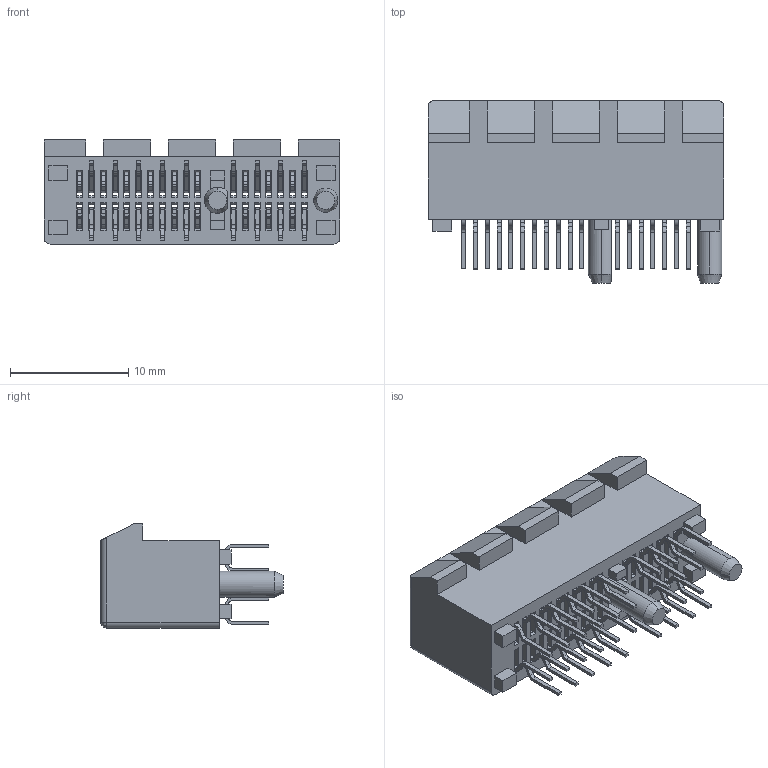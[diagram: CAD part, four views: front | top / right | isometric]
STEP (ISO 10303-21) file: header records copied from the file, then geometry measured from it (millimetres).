
FILE_DESCRIPTION (( 'STEP AP214' ), '1' );
FILE_NAME ('10018784-10210TLF.STEP', '2019-03-30T01:06:48', ( '' ), ( '' ), 'SwSTEP 2.0', 'SolidWorks 2017', '' );
FILE_SCHEMA (( 'AUTOMOTIVE_DESIGN' ));
Length unit declared in the file: millimetre
Products named in the file (1): 10018784-10210TLF
Bounding box: 25 x 15.4 x 8.8 mm (x, y, z)
Volume: 1419.7 mm3; surface area: 3497.1 mm2
Topology: 37 solids, 37 shells, 1470 faces, 4352 edges, 2892 vertices
Faces by surface type: plane 1058, cylinder 406, cone 4, bspline 2
Entity records: 49531 total; most frequent: CARTESIAN_POINT 8764, ORIENTED_EDGE 8704, DIRECTION 8107, EDGE_CURVE 4352, VECTOR 3529, LINE 3529, VERTEX_POINT 2892, AXIS2_PLACEMENT_3D 2289
